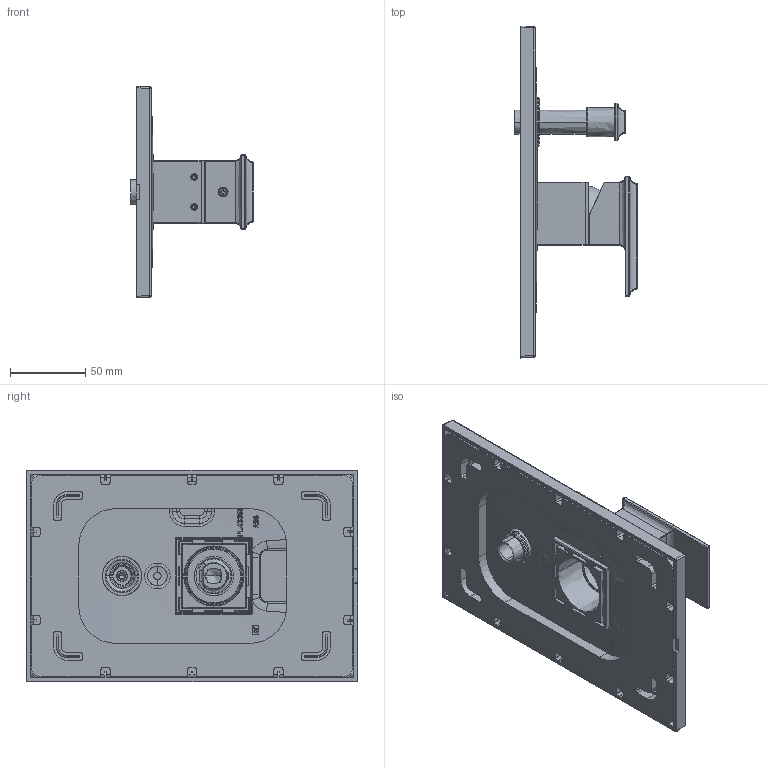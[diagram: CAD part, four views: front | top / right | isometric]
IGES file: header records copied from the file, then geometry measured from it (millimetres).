
Start section:  PTC IGES file: 46079_igs.igs
Global section: file name: 46079_igs.igs; native system: Pro/ENGINEER by Parametric Technology Corporation; preprocessor: 2011490; author: spischedda; organization: Unknown; date: 20140326.114725; units: millimetre
Bounding box: 81.4 x 220.45 x 140.45 mm (x, y, z)
Surface area: 162207.2 mm2 (no closed solid volume)
Topology: 0 solids, 0 shells, 912 faces, 5258 edges, 5226 vertices
Faces by surface type: bspline 912
